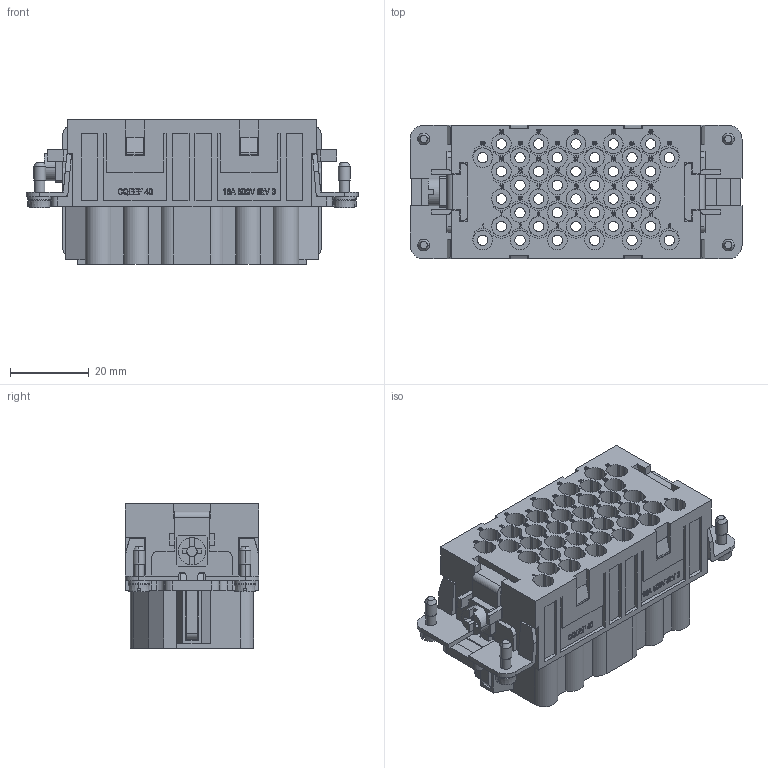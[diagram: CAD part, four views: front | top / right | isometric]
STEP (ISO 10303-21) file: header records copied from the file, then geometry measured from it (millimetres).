
FILE_DESCRIPTION(('Creo Elements/Direct Modeling STEP Export'),'2;1');
FILE_NAME('CQEEF_40.stp','2012-11-30T11:41:37',(''),(''),'Creo Elements/Direct Modeling STEP processor for AP214 (Solid Model)','Creo Elements/Direct Modeling 18.0B 02-Dec-2011 (C) Parametric Technology GmbH','');
FILE_SCHEMA(('AUTOMOTIVE_DESIGN { 1 0 10303 214 1 1 1 1 }'));
Products named in the file (2): CQEEF_40
Assembly tree (1 placements, depth 2):
  CQEEF_40
    CQEEF_40
Bounding box: 84.5 x 34 x 36.7 mm (x, y, z)
Volume: 43081.6 mm3; surface area: 39804.7 mm2
Topology: 1 solids, 1 shells, 5568 faces, 15803 edges, 10523 vertices
Faces by surface type: plane 5136, cylinder 334, cone 96, torus 2
Entity records: 187176 total; most frequent: ORIENTED_EDGE 31614, CARTESIAN_POINT 31562, DIRECTION 26905, EDGE_CURVE 15803, VECTOR 14733, LINE 14733, VERTEX_POINT 10523, AXIS2_PLACEMENT_3D 6086
